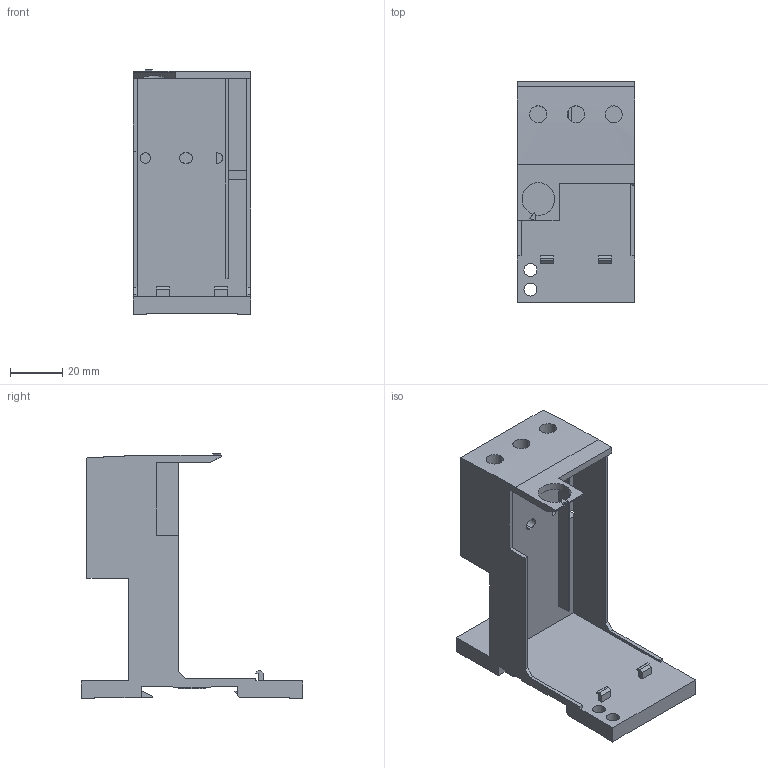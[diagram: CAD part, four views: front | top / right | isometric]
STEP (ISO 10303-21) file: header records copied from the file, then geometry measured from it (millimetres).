
FILE_DESCRIPTION( ( '' ), '1' );
FILE_NAME( 'zb32_xez.stp', '2010-03-05T08:02:53', ( '' ), ( '' ), ' ', ' ', ' ' );
FILE_SCHEMA( ( 'CONFIG_CONTROL_DESIGN' ) );
Length unit declared in the file: millimetre
Products named in the file (1): 1
Bounding box: 45 x 85 x 94.1 mm (x, y, z)
Volume: 54768.7 mm3; surface area: 34049.8 mm2
Topology: 1 solids, 1 shells, 204 faces, 582 edges, 388 vertices
Faces by surface type: plane 179, cylinder 25
Entity records: 6820 total; most frequent: CARTESIAN_POINT 1376, ORIENTED_EDGE 1164, DIRECTION 1034, EDGE_CURVE 582, LINE 522, VECTOR 522, VERTEX_POINT 388, AXIS2_PLACEMENT_3D 256
